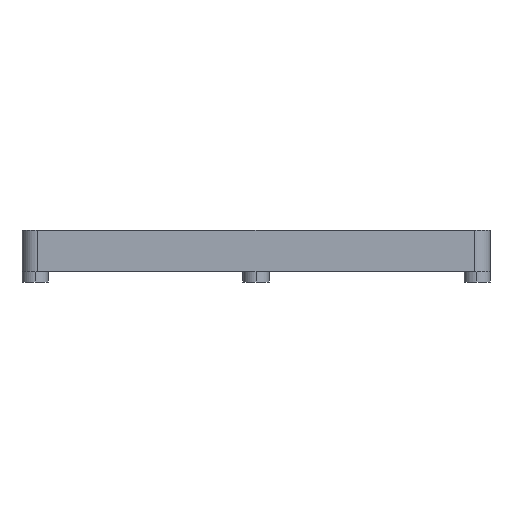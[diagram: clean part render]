
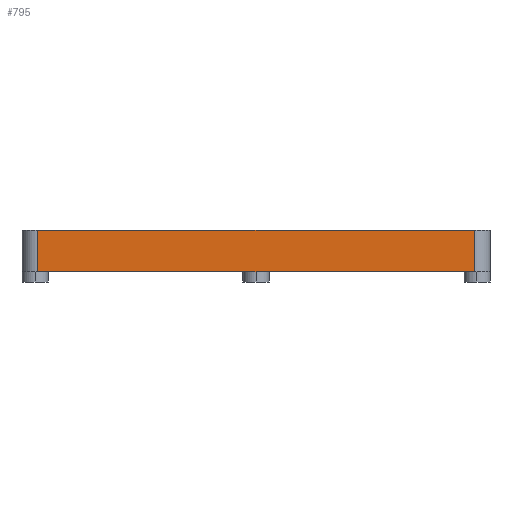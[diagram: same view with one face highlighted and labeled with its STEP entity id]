
A CAD part, left-side view. The second image highlights one B-rep face of the part: STEP entity #795.
In plain terms, the highlighted planar face has unit normal (-1, 0, 0).
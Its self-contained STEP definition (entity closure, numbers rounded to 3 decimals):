
#194 = LINE ( 'NONE', #2663, #2760 ) ;
#220 = VERTEX_POINT ( 'NONE', #2526 ) ;
#293 = DIRECTION ( 'NONE',  ( 0., -1., 0. ) ) ;
#318 = VECTOR ( 'NONE', #293, 1000. ) ;
#681 = DIRECTION ( 'NONE',  ( 0., -1., 0. ) ) ;
#689 = VERTEX_POINT ( 'NONE', #2188 ) ;
#712 = AXIS2_PLACEMENT_3D ( 'NONE', #1752, #2463, #929 ) ;
#795 = ADVANCED_FACE ( 'NONE', ( #2206 ), #2024, .F. ) ;
#865 = VECTOR ( 'NONE', #2510, 1000. ) ;
#926 = CARTESIAN_POINT ( 'NONE',  ( -0.032, 97.03, 8. ) ) ;
#929 = DIRECTION ( 'NONE',  ( 0., 0., -1. ) ) ;
#1018 = EDGE_CURVE ( 'NONE', #689, #1657, #2735, .T. ) ;
#1104 = CARTESIAN_POINT ( 'NONE',  ( -0.032, 97.03, 8. ) ) ;
#1161 = LINE ( 'NONE', #926, #2611 ) ;
#1189 = CARTESIAN_POINT ( 'NONE',  ( -0.032, 13.03, 8. ) ) ;
#1196 = ORIENTED_EDGE ( 'NONE', *, *, #1018, .T. ) ;
#1254 = EDGE_CURVE ( 'NONE', #2065, #689, #1161, .T. ) ;
#1414 = CARTESIAN_POINT ( 'NONE',  ( -0.032, 13.03, 0. ) ) ;
#1424 = DIRECTION ( 'NONE',  ( 0., 0., -1. ) ) ;
#1657 = VERTEX_POINT ( 'NONE', #2502 ) ;
#1661 = ORIENTED_EDGE ( 'NONE', *, *, #1254, .T. ) ;
#1752 = CARTESIAN_POINT ( 'NONE',  ( -0.032, 13.03, 8. ) ) ;
#2024 = PLANE ( 'NONE',  #712 ) ;
#2031 = LINE ( 'NONE', #1189, #865 ) ;
#2039 = EDGE_LOOP ( 'NONE', ( #1196, #2885, #2394, #1661 ) ) ;
#2065 = VERTEX_POINT ( 'NONE', #1104 ) ;
#2188 = CARTESIAN_POINT ( 'NONE',  ( -0.032, 97.03, 0. ) ) ;
#2206 = FACE_OUTER_BOUND ( 'NONE', #2039, .T. ) ;
#2384 = EDGE_CURVE ( 'NONE', #2065, #220, #194, .T. ) ;
#2394 = ORIENTED_EDGE ( 'NONE', *, *, #2384, .F. ) ;
#2463 = DIRECTION ( 'NONE',  ( 1., 0., 0. ) ) ;
#2502 = CARTESIAN_POINT ( 'NONE',  ( -0.032, 13.03, 0. ) ) ;
#2503 = EDGE_CURVE ( 'NONE', #220, #1657, #2031, .T. ) ;
#2510 = DIRECTION ( 'NONE',  ( 0., 0., -1. ) ) ;
#2526 = CARTESIAN_POINT ( 'NONE',  ( -0.032, 13.03, 8. ) ) ;
#2611 = VECTOR ( 'NONE', #1424, 1000. ) ;
#2663 = CARTESIAN_POINT ( 'NONE',  ( -0.032, 13.03, 8. ) ) ;
#2735 = LINE ( 'NONE', #1414, #318 ) ;
#2760 = VECTOR ( 'NONE', #681, 1000. ) ;
#2885 = ORIENTED_EDGE ( 'NONE', *, *, #2503, .F. ) ;
